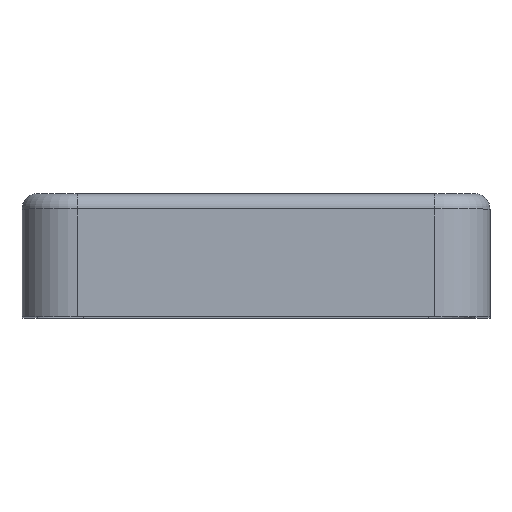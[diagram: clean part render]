
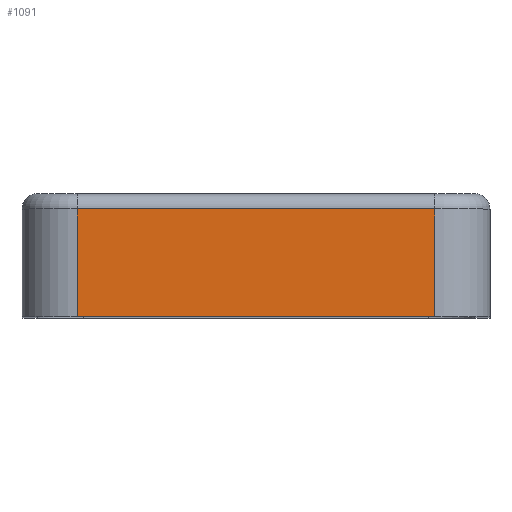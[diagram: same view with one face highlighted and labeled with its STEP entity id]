
A CAD part, top view. The second image highlights one B-rep face of the part: STEP entity #1091.
In plain terms, the highlighted planar face has unit normal (0, 0, 1).
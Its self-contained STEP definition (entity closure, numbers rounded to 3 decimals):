
#59=PLANE('',#1196);
#109=FACE_OUTER_BOUND('',#174,.T.);
#174=EDGE_LOOP('',(#965,#966,#967,#968));
#280=LINE('',#1770,#396);
#285=LINE('',#1790,#401);
#286=LINE('',#1794,#402);
#287=LINE('',#1795,#403);
#396=VECTOR('',#1447,10.);
#401=VECTOR('',#1464,10.);
#402=VECTOR('',#1469,10.);
#403=VECTOR('',#1470,10.);
#542=VERTEX_POINT('',#1767);
#543=VERTEX_POINT('',#1769);
#552=VERTEX_POINT('',#1789);
#553=VERTEX_POINT('',#1793);
#684=EDGE_CURVE('',#542,#543,#280,.T.);
#694=EDGE_CURVE('',#543,#552,#285,.T.);
#696=EDGE_CURVE('',#553,#542,#286,.T.);
#697=EDGE_CURVE('',#553,#552,#287,.T.);
#965=ORIENTED_EDGE('',*,*,#694,.F.);
#966=ORIENTED_EDGE('',*,*,#684,.F.);
#967=ORIENTED_EDGE('',*,*,#696,.F.);
#968=ORIENTED_EDGE('',*,*,#697,.T.);
#1091=ADVANCED_FACE('',(#109),#59,.T.);
#1196=AXIS2_PLACEMENT_3D('',#1792,#1467,#1468);
#1447=DIRECTION('',(-1.,0.,0.));
#1464=DIRECTION('',(0.,1.,0.));
#1467=DIRECTION('center_axis',(0.,0.,1.));
#1468=DIRECTION('ref_axis',(-1.,0.,0.));
#1469=DIRECTION('',(0.,-1.,0.));
#1470=DIRECTION('',(-1.,0.,0.));
#1767=CARTESIAN_POINT('',(5.8,-3.5,15.85));
#1769=CARTESIAN_POINT('',(-5.8,-3.5,15.85));
#1770=CARTESIAN_POINT('',(7.6,-3.5,15.85));
#1789=CARTESIAN_POINT('',(-5.8,0.,15.85));
#1790=CARTESIAN_POINT('',(-5.8,0.,15.85));
#1792=CARTESIAN_POINT('Origin',(7.6,0.,15.85));
#1793=CARTESIAN_POINT('',(5.8,0.,15.85));
#1794=CARTESIAN_POINT('',(5.8,0.,15.85));
#1795=CARTESIAN_POINT('',(7.6,0.,15.85));
